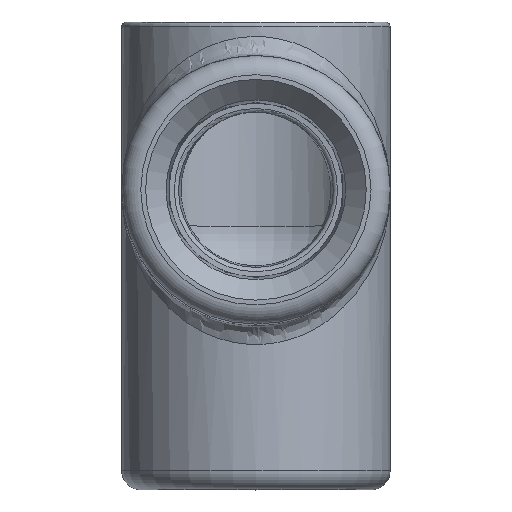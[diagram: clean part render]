
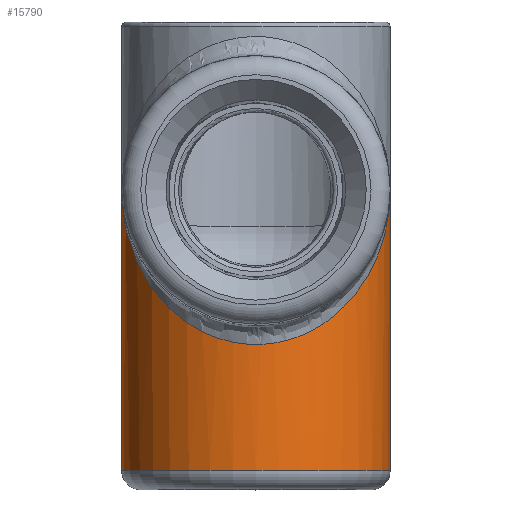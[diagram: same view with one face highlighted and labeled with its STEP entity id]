
A CAD part, top view. The second image highlights one B-rep face of the part: STEP entity #15790.
In plain terms, the highlighted cylindrical face has radius 22.225 mm (diameter 44.45 mm), a full revolution.
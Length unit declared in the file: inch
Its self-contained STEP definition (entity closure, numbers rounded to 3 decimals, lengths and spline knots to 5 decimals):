
#15=ELLIPSE('',#16832,1.32877,0.875);
#660=CYLINDRICAL_SURFACE('',#16830,0.875);
#723=LINE('',#21446,#2400);
#962=LINE('',#22549,#2639);
#963=LINE('',#22552,#2640);
#2400=VECTOR('',#17655,0.3937);
#2639=VECTOR('',#18136,0.875);
#2640=VECTOR('',#18139,0.3937);
#4156=FACE_OUTER_BOUND('',#5080,.T.);
#5080=EDGE_LOOP('',(#11302,#11303,#11304,#11305,#11306,#11307,#11308,#11309));
#6604=CIRCLE('',#16825,0.875);
#6607=CIRCLE('',#16831,0.875);
#6608=CIRCLE('',#16833,0.875);
#6739=VERTEX_POINT('',#21443);
#6740=VERTEX_POINT('',#21445);
#7098=VERTEX_POINT('',#22536);
#7100=VERTEX_POINT('',#22546);
#7101=VERTEX_POINT('',#22547);
#7102=VERTEX_POINT('',#22550);
#8360=EDGE_CURVE('',#6740,#6739,#723,.T.);
#8752=EDGE_CURVE('',#6740,#7098,#6604,.T.);
#8756=EDGE_CURVE('',#7100,#7101,#6607,.T.);
#8757=EDGE_CURVE('',#7100,#6739,#962,.T.);
#8758=EDGE_CURVE('',#7102,#6739,#15,.T.);
#8759=EDGE_CURVE('',#7098,#7102,#963,.T.);
#8760=EDGE_CURVE('',#7101,#7100,#6608,.T.);
#11302=ORIENTED_EDGE('',*,*,#8756,.F.);
#11303=ORIENTED_EDGE('',*,*,#8757,.T.);
#11304=ORIENTED_EDGE('',*,*,#8758,.F.);
#11305=ORIENTED_EDGE('',*,*,#8759,.F.);
#11306=ORIENTED_EDGE('',*,*,#8752,.F.);
#11307=ORIENTED_EDGE('',*,*,#8360,.T.);
#11308=ORIENTED_EDGE('',*,*,#8757,.F.);
#11309=ORIENTED_EDGE('',*,*,#8760,.F.);
#15790=ADVANCED_FACE('',(#4156),#660,.T.);
#16825=AXIS2_PLACEMENT_3D('',#22538,#18121,#18122);
#16830=AXIS2_PLACEMENT_3D('',#22545,#18132,#18133);
#16831=AXIS2_PLACEMENT_3D('',#22548,#18134,#18135);
#16832=AXIS2_PLACEMENT_3D('',#22551,#18137,#18138);
#16833=AXIS2_PLACEMENT_3D('',#22553,#18140,#18141);
#17655=DIRECTION('',(0.,-1.,0.));
#18121=DIRECTION('center_axis',(0.,1.,0.));
#18122=DIRECTION('ref_axis',(0.,0.,-1.));
#18132=DIRECTION('center_axis',(0.,-1.,0.));
#18133=DIRECTION('ref_axis',(-1.,0.,0.));
#18134=DIRECTION('center_axis',(0.,-1.,0.));
#18135=DIRECTION('ref_axis',(-1.,0.,0.));
#18136=DIRECTION('',(0.,1.,0.));
#18137=DIRECTION('center_axis',(0.,0.659,0.753));
#18138=DIRECTION('ref_axis',(0.,-0.753,0.659));
#18139=DIRECTION('',(0.,-1.,0.));
#18140=DIRECTION('center_axis',(0.,-1.,0.));
#18141=DIRECTION('ref_axis',(-1.,0.,0.));
#21443=CARTESIAN_POINT('',(0.875,0.,0.));
#21445=CARTESIAN_POINT('',(0.875,1.06375,0.));
#21446=CARTESIAN_POINT('',(0.875,0.,0.));
#22536=CARTESIAN_POINT('',(-0.875,1.06375,0.));
#22538=CARTESIAN_POINT('Origin',(0.,1.06375,0.));
#22545=CARTESIAN_POINT('Origin',(0.,0.,0.));
#22546=CARTESIAN_POINT('',(0.875,-1.82,0.));
#22547=CARTESIAN_POINT('',(0.,-1.82,0.875));
#22548=CARTESIAN_POINT('Origin',(0.,-1.82,0.));
#22549=CARTESIAN_POINT('',(0.875,0.,0.));
#22550=CARTESIAN_POINT('',(-0.875,0.,0.));
#22551=CARTESIAN_POINT('Origin',(0.,0.,0.));
#22552=CARTESIAN_POINT('',(-0.875,0.,0.));
#22553=CARTESIAN_POINT('Origin',(0.,-1.82,0.));
